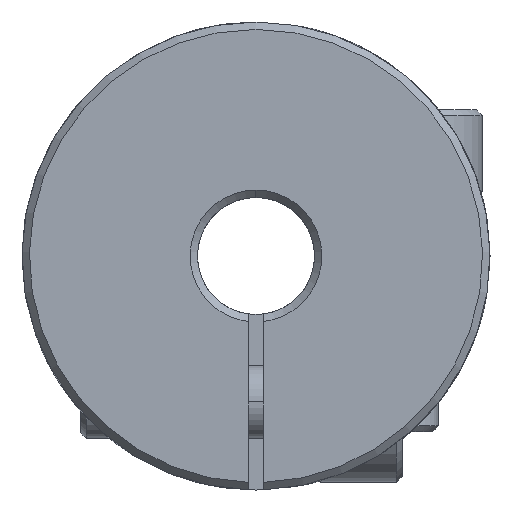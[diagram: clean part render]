
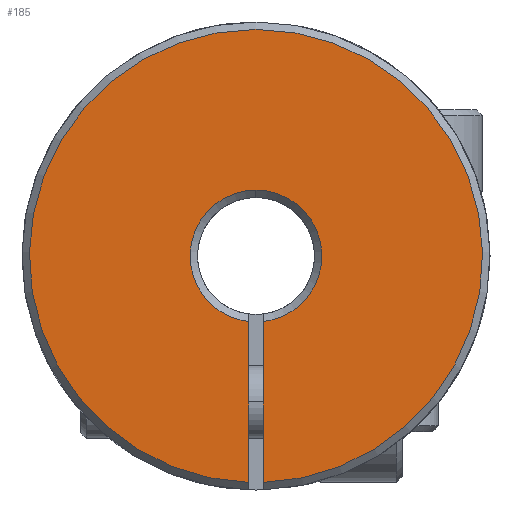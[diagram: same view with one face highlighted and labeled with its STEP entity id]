
A CAD part, left-side view. The second image highlights one B-rep face of the part: STEP entity #185.
In plain terms, the highlighted planar face has unit normal (-1, 0, 0).
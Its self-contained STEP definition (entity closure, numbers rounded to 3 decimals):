
#171 = EDGE_CURVE ( 'NONE', #660, #659, #2357, .T. ) ;
#185 = ADVANCED_FACE ( 'NONE', ( #2377 ), #2818, .F. ) ;
#659 = VERTEX_POINT ( 'NONE', #3733 ) ;
#660 = VERTEX_POINT ( 'NONE', #3734 ) ;
#702 = VERTEX_POINT ( 'NONE', #3776 ) ;
#703 = VERTEX_POINT ( 'NONE', #3777 ) ;
#704 = VERTEX_POINT ( 'NONE', #3778 ) ;
#985 = EDGE_LOOP ( 'NONE', ( #1596, #1597, #1598, #1599, #1600 ) ) ;
#1299 = EDGE_CURVE ( 'NONE', #659, #703, #3417, .T. ) ;
#1304 = EDGE_CURVE ( 'NONE', #704, #660, #3416, .T. ) ;
#1309 = EDGE_CURVE ( 'NONE', #702, #704, #3432, .T. ) ;
#1310 = EDGE_CURVE ( 'NONE', #702, #703, #3430, .T. ) ;
#1596 = ORIENTED_EDGE ( 'NONE', *, *, #1310, .F. ) ;
#1597 = ORIENTED_EDGE ( 'NONE', *, *, #1309, .T. ) ;
#1598 = ORIENTED_EDGE ( 'NONE', *, *, #1304, .T. ) ;
#1599 = ORIENTED_EDGE ( 'NONE', *, *, #171, .T. ) ;
#1600 = ORIENTED_EDGE ( 'NONE', *, *, #1299, .T. ) ;
#2080 = AXIS2_PLACEMENT_3D ( 'NONE', #2770, #2778, #2779 ) ;
#2099 = AXIS2_PLACEMENT_3D ( 'NONE', #2814, #2821, #2822 ) ;
#2291 = AXIS2_PLACEMENT_3D ( 'NONE', #4001, #4068, #4069 ) ;
#2357 = CIRCLE ( 'NONE', #2080, 2.254 ) ;
#2377 = FACE_OUTER_BOUND ( 'NONE', #985, .T. ) ;
#2770 = CARTESIAN_POINT ( 'NONE',  ( -15., 0., 0. ) ) ;
#2778 = DIRECTION ( 'NONE',  ( 1., 0., 0. ) ) ;
#2779 = DIRECTION ( 'NONE',  ( 0., 0., -1. ) ) ;
#2814 = CARTESIAN_POINT ( 'NONE',  ( -15., 0., 0. ) ) ;
#2818 = PLANE ( 'NONE',  #2099 ) ;
#2821 = DIRECTION ( 'NONE',  ( 1., 0., 0. ) ) ;
#2822 = DIRECTION ( 'NONE',  ( 0., 0., -1. ) ) ;
#3416 = LINE ( 'NONE', #4082, #3422 ) ;
#3417 = CIRCLE ( 'NONE', #2291, 2.254 ) ;
#3422 = VECTOR ( 'NONE', #4083, 1000. ) ;
#3430 = LINE ( 'NONE', #4098, #3431 ) ;
#3431 = VECTOR ( 'NONE', #4099, 1000. ) ;
#3432 = CIRCLE ( 'NONE', #4180, 7.746 ) ;
#3733 = CARTESIAN_POINT ( 'NONE',  ( -15., 0., 2.254 ) ) ;
#3734 = CARTESIAN_POINT ( 'NONE',  ( -15., 0.25, -2.24 ) ) ;
#3776 = CARTESIAN_POINT ( 'NONE',  ( -15., -0.25, -7.742 ) ) ;
#3777 = CARTESIAN_POINT ( 'NONE',  ( -15., -0.25, -2.24 ) ) ;
#3778 = CARTESIAN_POINT ( 'NONE',  ( -15., 0.25, -7.742 ) ) ;
#4001 = CARTESIAN_POINT ( 'NONE',  ( -15., 0., 0. ) ) ;
#4068 = DIRECTION ( 'NONE',  ( 1., 0., 0. ) ) ;
#4069 = DIRECTION ( 'NONE',  ( 0., 0., -1. ) ) ;
#4082 = CARTESIAN_POINT ( 'NONE',  ( -15., 0.25, -8. ) ) ;
#4083 = DIRECTION ( 'NONE',  ( 0., 0., 1. ) ) ;
#4091 = CARTESIAN_POINT ( 'NONE',  ( -15., 0., 0. ) ) ;
#4096 = DIRECTION ( 'NONE',  ( -1., 0., 0. ) ) ;
#4097 = DIRECTION ( 'NONE',  ( 0., 0., -1. ) ) ;
#4098 = CARTESIAN_POINT ( 'NONE',  ( -15., -0.25, -8. ) ) ;
#4099 = DIRECTION ( 'NONE',  ( 0., 0., 1. ) ) ;
#4180 = AXIS2_PLACEMENT_3D ( 'NONE', #4091, #4096, #4097 ) ;
